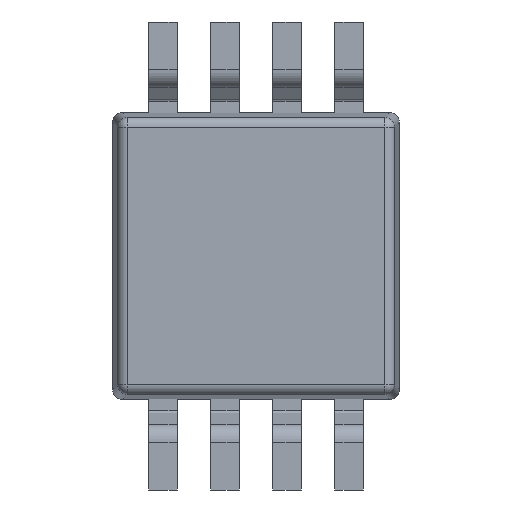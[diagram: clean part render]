
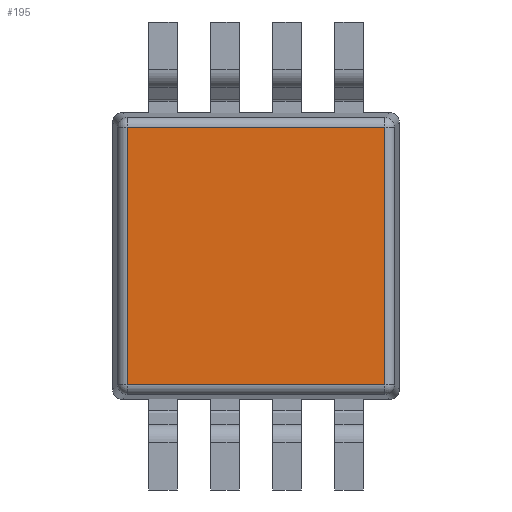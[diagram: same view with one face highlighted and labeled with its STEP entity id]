
A CAD part, front view. The second image highlights one B-rep face of the part: STEP entity #195.
In plain terms, the highlighted planar face has unit normal (0, -1, 0).
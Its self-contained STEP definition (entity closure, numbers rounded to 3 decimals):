
#145 = DIRECTION ( 'NONE',  ( 0., -1., 0. ) ) ;
#195 = ADVANCED_FACE ( 'NONE', ( #4636 ), #581, .T. ) ;
#337 = DIRECTION ( 'NONE',  ( 0., 0., -1. ) ) ;
#581 = PLANE ( 'NONE',  #4064 ) ;
#851 = ORIENTED_EDGE ( 'NONE', *, *, #3111, .T. ) ;
#1218 = DIRECTION ( 'NONE',  ( 0., 0., -1. ) ) ;
#1733 = LINE ( 'NONE', #6364, #4749 ) ;
#2096 = VECTOR ( 'NONE', #337, 1000. ) ;
#2613 = LINE ( 'NONE', #4934, #6806 ) ;
#3111 = EDGE_CURVE ( 'NONE', #4324, #6103, #5499, .T. ) ;
#3303 = ORIENTED_EDGE ( 'NONE', *, *, #6032, .T. ) ;
#3501 = DIRECTION ( 'NONE',  ( 0., 0., 1. ) ) ;
#3572 = CARTESIAN_POINT ( 'NONE',  ( -1.35, -0.55, 1.35 ) ) ;
#3705 = VECTOR ( 'NONE', #6092, 1000. ) ;
#3836 = CARTESIAN_POINT ( 'NONE',  ( 1.35, -0.55, 1.35 ) ) ;
#3848 = CARTESIAN_POINT ( 'NONE',  ( -1.35, -0.55, 0. ) ) ;
#4064 = AXIS2_PLACEMENT_3D ( 'NONE', #6953, #145, #1218 ) ;
#4069 = CARTESIAN_POINT ( 'NONE',  ( -1.35, -0.55, -1.35 ) ) ;
#4235 = EDGE_CURVE ( 'NONE', #6768, #6251, #1733, .T. ) ;
#4324 = VERTEX_POINT ( 'NONE', #3572 ) ;
#4636 = FACE_OUTER_BOUND ( 'NONE', #6935, .T. ) ;
#4745 = ORIENTED_EDGE ( 'NONE', *, *, #4235, .T. ) ;
#4749 = VECTOR ( 'NONE', #3501, 1000. ) ;
#4904 = LINE ( 'NONE', #7184, #3705 ) ;
#4934 = CARTESIAN_POINT ( 'NONE',  ( 0., -0.55, 1.35 ) ) ;
#5229 = EDGE_CURVE ( 'NONE', #6251, #4324, #2613, .T. ) ;
#5499 = LINE ( 'NONE', #3848, #2096 ) ;
#5603 = CARTESIAN_POINT ( 'NONE',  ( 1.35, -0.55, -1.35 ) ) ;
#6032 = EDGE_CURVE ( 'NONE', #6103, #6768, #4904, .T. ) ;
#6092 = DIRECTION ( 'NONE',  ( 1., 0., 0. ) ) ;
#6103 = VERTEX_POINT ( 'NONE', #4069 ) ;
#6190 = ORIENTED_EDGE ( 'NONE', *, *, #5229, .T. ) ;
#6251 = VERTEX_POINT ( 'NONE', #3836 ) ;
#6364 = CARTESIAN_POINT ( 'NONE',  ( 1.35, -0.55, 0. ) ) ;
#6768 = VERTEX_POINT ( 'NONE', #5603 ) ;
#6806 = VECTOR ( 'NONE', #7210, 1000. ) ;
#6935 = EDGE_LOOP ( 'NONE', ( #4745, #6190, #851, #3303 ) ) ;
#6953 = CARTESIAN_POINT ( 'NONE',  ( 0., -0.55, 0. ) ) ;
#7184 = CARTESIAN_POINT ( 'NONE',  ( 0., -0.55, -1.35 ) ) ;
#7210 = DIRECTION ( 'NONE',  ( -1., 0., 0. ) ) ;
